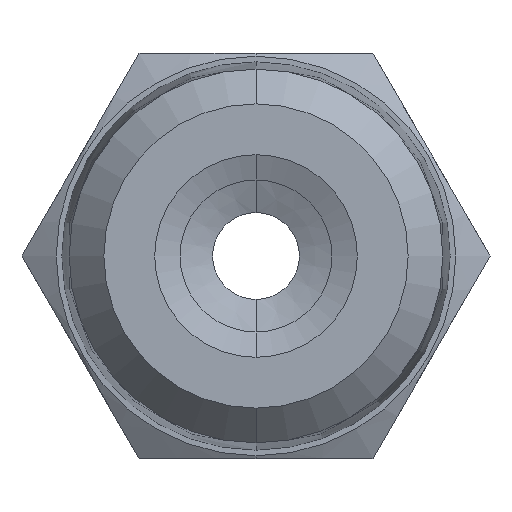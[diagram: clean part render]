
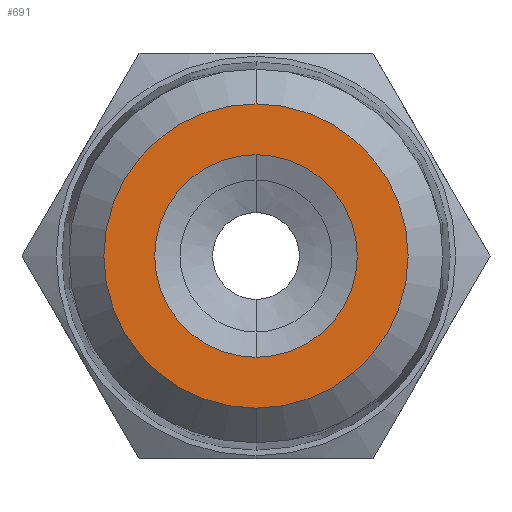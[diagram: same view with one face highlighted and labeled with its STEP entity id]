
A CAD part, front view. The second image highlights one B-rep face of the part: STEP entity #691.
In plain terms, the highlighted planar face has unit normal (0, -1, 0).
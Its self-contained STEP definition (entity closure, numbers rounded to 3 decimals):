
#1 = DIRECTION ( 'NONE',  ( 0., 0., -1. ) ) ;
#4 = DIRECTION ( 'NONE',  ( 0., -1., 0. ) ) ;
#7 = CARTESIAN_POINT ( 'NONE',  ( 0., 0., 0. ) ) ;
#71 = CARTESIAN_POINT ( 'NONE',  ( 0., 0., 5.255 ) ) ;
#72 = CARTESIAN_POINT ( 'NONE',  ( 0., 0., -5.255 ) ) ;
#195 = DIRECTION ( 'NONE',  ( 0., 0., -1. ) ) ;
#196 = DIRECTION ( 'NONE',  ( 0., -1., 0. ) ) ;
#197 = CARTESIAN_POINT ( 'NONE',  ( 0., 0., 0. ) ) ;
#310 = VERTEX_POINT ( 'NONE', #72 ) ;
#311 = VERTEX_POINT ( 'NONE', #71 ) ;
#324 = VERTEX_POINT ( 'NONE', #992 ) ;
#325 = VERTEX_POINT ( 'NONE', #1046 ) ;
#382 = ORIENTED_EDGE ( 'NONE', *, *, #518, .T. ) ;
#518 = EDGE_CURVE ( 'NONE', #310, #311, #919, .T. ) ;
#563 = EDGE_CURVE ( 'NONE', #311, #310, #843, .T. ) ;
#564 = EDGE_CURVE ( 'NONE', #325, #324, #813, .T. ) ;
#569 = EDGE_CURVE ( 'NONE', #324, #325, #769, .T. ) ;
#691 = ADVANCED_FACE ( 'NONE', ( #1724, #1725 ), #2291, .T. ) ;
#735 = AXIS2_PLACEMENT_3D ( 'NONE', #2290, #2289, #2288 ) ;
#769 = CIRCLE ( 'NONE', #796, 3.5 ) ;
#796 = AXIS2_PLACEMENT_3D ( 'NONE', #197, #196, #195 ) ;
#813 = CIRCLE ( 'NONE', #855, 3.5 ) ;
#843 = CIRCLE ( 'NONE', #851, 5.255 ) ;
#851 = AXIS2_PLACEMENT_3D ( 'NONE', #1117, #1116, #1115 ) ;
#855 = AXIS2_PLACEMENT_3D ( 'NONE', #1113, #1112, #1110 ) ;
#915 = AXIS2_PLACEMENT_3D ( 'NONE', #7, #4, #1 ) ;
#919 = CIRCLE ( 'NONE', #915, 5.255 ) ;
#992 = CARTESIAN_POINT ( 'NONE',  ( 0., 0., 3.5 ) ) ;
#1046 = CARTESIAN_POINT ( 'NONE',  ( 0., 0., -3.5 ) ) ;
#1110 = DIRECTION ( 'NONE',  ( 0., 0., -1. ) ) ;
#1112 = DIRECTION ( 'NONE',  ( 0., -1., 0. ) ) ;
#1113 = CARTESIAN_POINT ( 'NONE',  ( 0., 0., 0. ) ) ;
#1115 = DIRECTION ( 'NONE',  ( 0., 0., -1. ) ) ;
#1116 = DIRECTION ( 'NONE',  ( 0., -1., 0. ) ) ;
#1117 = CARTESIAN_POINT ( 'NONE',  ( 0., 0., 0. ) ) ;
#1282 = EDGE_LOOP ( 'NONE', ( #1529, #1530 ) ) ;
#1283 = EDGE_LOOP ( 'NONE', ( #1531, #382 ) ) ;
#1529 = ORIENTED_EDGE ( 'NONE', *, *, #564, .F. ) ;
#1530 = ORIENTED_EDGE ( 'NONE', *, *, #569, .F. ) ;
#1531 = ORIENTED_EDGE ( 'NONE', *, *, #563, .T. ) ;
#1724 = FACE_BOUND ( 'NONE', #1282, .T. ) ;
#1725 = FACE_OUTER_BOUND ( 'NONE', #1283, .T. ) ;
#2288 = DIRECTION ( 'NONE',  ( 0., 0., -1. ) ) ;
#2289 = DIRECTION ( 'NONE',  ( 0., -1., 0. ) ) ;
#2290 = CARTESIAN_POINT ( 'NONE',  ( 6.75, 0., 0. ) ) ;
#2291 = PLANE ( 'NONE',  #735 ) ;
